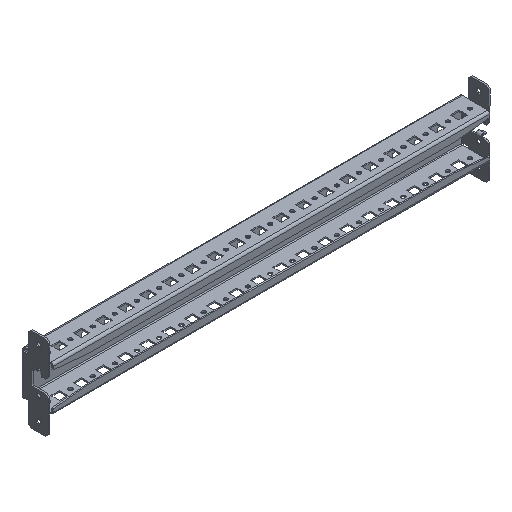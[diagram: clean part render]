
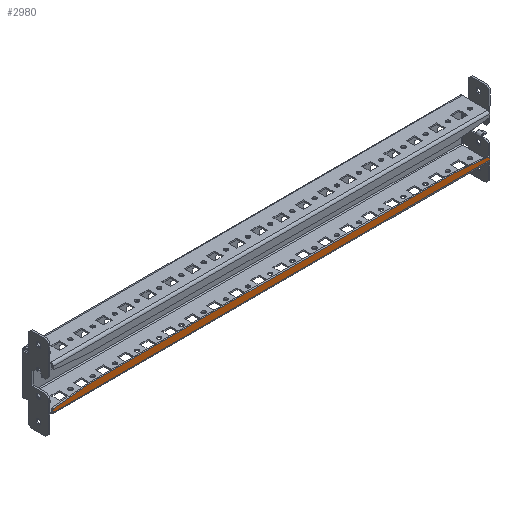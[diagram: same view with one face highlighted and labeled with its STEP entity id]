
A CAD part, isometric view. The second image highlights one B-rep face of the part: STEP entity #2980.
In plain terms, the highlighted planar face has unit normal (0, -1, 0).
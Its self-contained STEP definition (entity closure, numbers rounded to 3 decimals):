
#38 = LINE ( 'NONE', #1893, #3597 ) ;
#515 = VERTEX_POINT ( 'NONE', #9744 ) ;
#1078 = DIRECTION ( 'NONE',  ( 0., 0., 1. ) ) ;
#1099 = VERTEX_POINT ( 'NONE', #12372 ) ;
#1182 = LINE ( 'NONE', #10485, #6544 ) ;
#1548 = DIRECTION ( 'NONE',  ( -0.995, 0., -0.1 ) ) ;
#1591 = ORIENTED_EDGE ( 'NONE', *, *, #10155, .F. ) ;
#1893 = CARTESIAN_POINT ( 'NONE',  ( -246., -34., -23.5 ) ) ;
#2229 = DIRECTION ( 'NONE',  ( 0., 0., -1. ) ) ;
#2319 = VECTOR ( 'NONE', #13434, 1000. ) ;
#2362 = VERTEX_POINT ( 'NONE', #10183 ) ;
#2980 = ADVANCED_FACE ( 'NONE', ( #8211 ), #12467, .F. ) ;
#3403 = ORIENTED_EDGE ( 'NONE', *, *, #11743, .F. ) ;
#3597 = VECTOR ( 'NONE', #1078, 1000. ) ;
#3971 = ORIENTED_EDGE ( 'NONE', *, *, #5709, .T. ) ;
#4216 = DIRECTION ( 'NONE',  ( -1., 0., 0. ) ) ;
#4402 = ORIENTED_EDGE ( 'NONE', *, *, #9215, .F. ) ;
#5451 = ORIENTED_EDGE ( 'NONE', *, *, #7485, .F. ) ;
#5709 = EDGE_CURVE ( 'NONE', #1099, #11222, #6813, .T. ) ;
#5755 = CARTESIAN_POINT ( 'NONE',  ( 206., -34., -15. ) ) ;
#5832 = VECTOR ( 'NONE', #2229, 1000. ) ;
#6544 = VECTOR ( 'NONE', #4216, 1000. ) ;
#6547 = VECTOR ( 'NONE', #1548, 1000. ) ;
#6813 = LINE ( 'NONE', #11063, #6547 ) ;
#6861 = VERTEX_POINT ( 'NONE', #9732 ) ;
#7170 = CARTESIAN_POINT ( 'NONE',  ( 0., -34., 0. ) ) ;
#7485 = EDGE_CURVE ( 'NONE', #1099, #6861, #12582, .T. ) ;
#7634 = LINE ( 'NONE', #7704, #5832 ) ;
#7704 = CARTESIAN_POINT ( 'NONE',  ( 246., -34., -15. ) ) ;
#8211 = FACE_OUTER_BOUND ( 'NONE', #13402, .T. ) ;
#8320 = CARTESIAN_POINT ( 'NONE',  ( -246., -34., -15. ) ) ;
#8441 = EDGE_CURVE ( 'NONE', #2362, #6861, #11061, .T. ) ;
#9215 = EDGE_CURVE ( 'NONE', #13467, #11222, #38, .T. ) ;
#9481 = CARTESIAN_POINT ( 'NONE',  ( -246., -34., -19. ) ) ;
#9579 = DIRECTION ( 'NONE',  ( 0., 1., 0. ) ) ;
#9732 = CARTESIAN_POINT ( 'NONE',  ( 206., -34., -15. ) ) ;
#9744 = CARTESIAN_POINT ( 'NONE',  ( 246., -34., -22.5 ) ) ;
#10017 = DIRECTION ( 'NONE',  ( -0.995, 0., 0.1 ) ) ;
#10155 = EDGE_CURVE ( 'NONE', #515, #13467, #1182, .T. ) ;
#10183 = CARTESIAN_POINT ( 'NONE',  ( 246., -34., -19. ) ) ;
#10485 = CARTESIAN_POINT ( 'NONE',  ( -246., -34., -22.5 ) ) ;
#10535 = CARTESIAN_POINT ( 'NONE',  ( -246., -34., -22.5 ) ) ;
#10690 = DIRECTION ( 'NONE',  ( 0., 0., 1. ) ) ;
#11061 = LINE ( 'NONE', #5755, #12025 ) ;
#11063 = CARTESIAN_POINT ( 'NONE',  ( -246., -34., -19. ) ) ;
#11222 = VERTEX_POINT ( 'NONE', #9481 ) ;
#11651 = ORIENTED_EDGE ( 'NONE', *, *, #8441, .T. ) ;
#11743 = EDGE_CURVE ( 'NONE', #2362, #515, #7634, .T. ) ;
#12025 = VECTOR ( 'NONE', #10017, 1000. ) ;
#12321 = AXIS2_PLACEMENT_3D ( 'NONE', #7170, #9579, #10690 ) ;
#12372 = CARTESIAN_POINT ( 'NONE',  ( -206., -34., -15. ) ) ;
#12467 = PLANE ( 'NONE',  #12321 ) ;
#12582 = LINE ( 'NONE', #8320, #2319 ) ;
#13402 = EDGE_LOOP ( 'NONE', ( #3403, #11651, #5451, #3971, #4402, #1591 ) ) ;
#13434 = DIRECTION ( 'NONE',  ( 1., 0., 0. ) ) ;
#13467 = VERTEX_POINT ( 'NONE', #10535 ) ;
